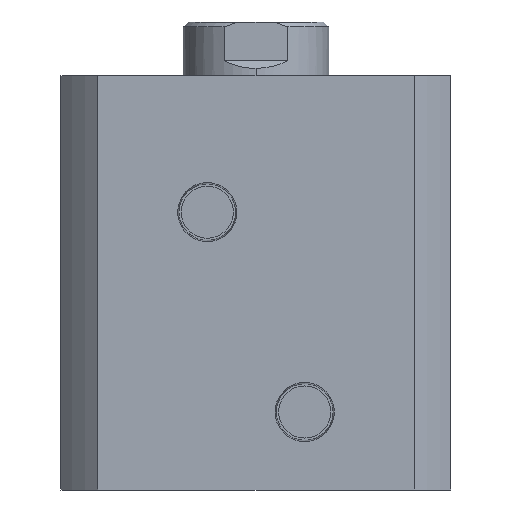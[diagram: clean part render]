
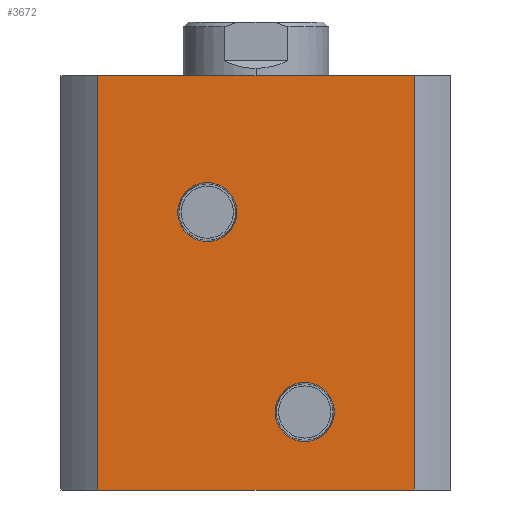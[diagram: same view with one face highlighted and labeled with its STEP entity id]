
A CAD part, left-side view. The second image highlights one B-rep face of the part: STEP entity #3672.
In plain terms, the highlighted planar face has unit normal (-1, 0, 0).
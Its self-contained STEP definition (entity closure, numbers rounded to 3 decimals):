
#16 = ORIENTED_EDGE ( 'NONE', *, *, #2438, .T. ) ;
#17 = ORIENTED_EDGE ( 'NONE', *, *, #2486, .F. ) ;
#18 = ORIENTED_EDGE ( 'NONE', *, *, #2334, .F. ) ;
#19 = ORIENTED_EDGE ( 'NONE', *, *, #2437, .F. ) ;
#20 = ORIENTED_EDGE ( 'NONE', *, *, #2342, .F. ) ;
#23 = ORIENTED_EDGE ( 'NONE', *, *, #2510, .F. ) ;
#305 = EDGE_LOOP ( 'NONE', ( #16, #19, #784, #2235 ) ) ;
#433 = EDGE_LOOP ( 'NONE', ( #17, #18 ) ) ;
#442 = EDGE_LOOP ( 'NONE', ( #23, #20 ) ) ;
#542 = CARTESIAN_POINT ( 'NONE',  ( -40., 10., 63.06 ) ) ;
#547 = CARTESIAN_POINT ( 'NONE',  ( -40., 10., 50.94 ) ) ;
#569 = CARTESIAN_POINT ( 'NONE',  ( -40., -10., 22.06 ) ) ;
#570 = CARTESIAN_POINT ( 'NONE',  ( -40., -10., 9.94 ) ) ;
#686 = VERTEX_POINT ( 'NONE', #570 ) ;
#687 = VERTEX_POINT ( 'NONE', #569 ) ;
#694 = VERTEX_POINT ( 'NONE', #547 ) ;
#695 = VERTEX_POINT ( 'NONE', #542 ) ;
#784 = ORIENTED_EDGE ( 'NONE', *, *, #2436, .F. ) ;
#876 = CIRCLE ( 'NONE', #2625, 6.06 ) ;
#991 = FACE_OUTER_BOUND ( 'NONE', #305, .T. ) ;
#996 = FACE_BOUND ( 'NONE', #442, .T. ) ;
#999 = FACE_BOUND ( 'NONE', #433, .T. ) ;
#1250 = CARTESIAN_POINT ( 'NONE',  ( -40., 10., 57. ) ) ;
#1251 = DIRECTION ( 'NONE',  ( -1., 0., 0. ) ) ;
#1252 = DIRECTION ( 'NONE',  ( 0., 0., 1. ) ) ;
#1263 = CARTESIAN_POINT ( 'NONE',  ( -40., 32.438, 85. ) ) ;
#1264 = DIRECTION ( 'NONE',  ( 0., 0., -1. ) ) ;
#1302 = CARTESIAN_POINT ( 'NONE',  ( -40., -10., 16. ) ) ;
#1303 = DIRECTION ( 'NONE',  ( -1., 0., 0. ) ) ;
#1304 = DIRECTION ( 'NONE',  ( 0., 0., 1. ) ) ;
#1329 = CARTESIAN_POINT ( 'NONE',  ( -40., -32.438, 0. ) ) ;
#1362 = CARTESIAN_POINT ( 'NONE',  ( -40., 32.438, 85. ) ) ;
#1389 = CARTESIAN_POINT ( 'NONE',  ( -40., 32.438, 0. ) ) ;
#1392 = CARTESIAN_POINT ( 'NONE',  ( -40., -32.438, 85. ) ) ;
#1609 = DIRECTION ( 'NONE',  ( 1., 0., 0. ) ) ;
#1614 = CARTESIAN_POINT ( 'NONE',  ( -40., 0., 85. ) ) ;
#1616 = PLANE ( 'NONE',  #2687 ) ;
#1618 = DIRECTION ( 'NONE',  ( 0., 1., 0. ) ) ;
#1854 = CARTESIAN_POINT ( 'NONE',  ( -40., 10., 57. ) ) ;
#1855 = DIRECTION ( 'NONE',  ( -1., 0., 0. ) ) ;
#1856 = DIRECTION ( 'NONE',  ( 0., 0., 1. ) ) ;
#1874 = CARTESIAN_POINT ( 'NONE',  ( -40., -10., 16. ) ) ;
#1875 = DIRECTION ( 'NONE',  ( -1., 0., 0. ) ) ;
#1876 = DIRECTION ( 'NONE',  ( 0., 0., 1. ) ) ;
#2113 = DIRECTION ( 'NONE',  ( 0., -1., 0. ) ) ;
#2119 = CARTESIAN_POINT ( 'NONE',  ( -40., 0., 85. ) ) ;
#2123 = CARTESIAN_POINT ( 'NONE',  ( -40., -32.438, 85. ) ) ;
#2124 = DIRECTION ( 'NONE',  ( 0., 0., -1. ) ) ;
#2125 = CARTESIAN_POINT ( 'NONE',  ( -40., 0., 0. ) ) ;
#2127 = DIRECTION ( 'NONE',  ( 0., -1., 0. ) ) ;
#2235 = ORIENTED_EDGE ( 'NONE', *, *, #2496, .T. ) ;
#2334 = EDGE_CURVE ( 'NONE', #694, #695, #3273, .T. ) ;
#2342 = EDGE_CURVE ( 'NONE', #686, #687, #3285, .T. ) ;
#2436 = EDGE_CURVE ( 'NONE', #2994, #3024, #3410, .T. ) ;
#2437 = EDGE_CURVE ( 'NONE', #3024, #2961, #3416, .T. ) ;
#2438 = EDGE_CURVE ( 'NONE', #3021, #2961, #3418, .T. ) ;
#2486 = EDGE_CURVE ( 'NONE', #695, #694, #3498, .T. ) ;
#2496 = EDGE_CURVE ( 'NONE', #2994, #3021, #3516, .T. ) ;
#2510 = EDGE_CURVE ( 'NONE', #687, #686, #876, .T. ) ;
#2558 = AXIS2_PLACEMENT_3D ( 'NONE', #1854, #1855, #1856 ) ;
#2562 = AXIS2_PLACEMENT_3D ( 'NONE', #1874, #1875, #1876 ) ;
#2622 = AXIS2_PLACEMENT_3D ( 'NONE', #1250, #1251, #1252 ) ;
#2625 = AXIS2_PLACEMENT_3D ( 'NONE', #1302, #1303, #1304 ) ;
#2687 = AXIS2_PLACEMENT_3D ( 'NONE', #1614, #1609, #1618 ) ;
#2961 = VERTEX_POINT ( 'NONE', #1329 ) ;
#2994 = VERTEX_POINT ( 'NONE', #1362 ) ;
#3021 = VERTEX_POINT ( 'NONE', #1389 ) ;
#3024 = VERTEX_POINT ( 'NONE', #1392 ) ;
#3273 = CIRCLE ( 'NONE', #2558, 6.06 ) ;
#3285 = CIRCLE ( 'NONE', #2562, 6.06 ) ;
#3410 = LINE ( 'NONE', #2119, #3417 ) ;
#3416 = LINE ( 'NONE', #2123, #3419 ) ;
#3417 = VECTOR ( 'NONE', #2113, 1000. ) ;
#3418 = LINE ( 'NONE', #2125, #3421 ) ;
#3419 = VECTOR ( 'NONE', #2124, 1000. ) ;
#3421 = VECTOR ( 'NONE', #2127, 1000. ) ;
#3498 = CIRCLE ( 'NONE', #2622, 6.06 ) ;
#3516 = LINE ( 'NONE', #1263, #3518 ) ;
#3518 = VECTOR ( 'NONE', #1264, 1000. ) ;
#3672 = ADVANCED_FACE ( 'NONE', ( #996, #999, #991 ), #1616, .F. ) ;
